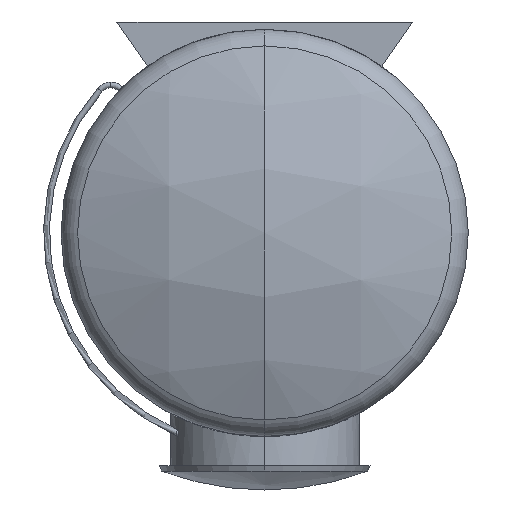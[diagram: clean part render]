
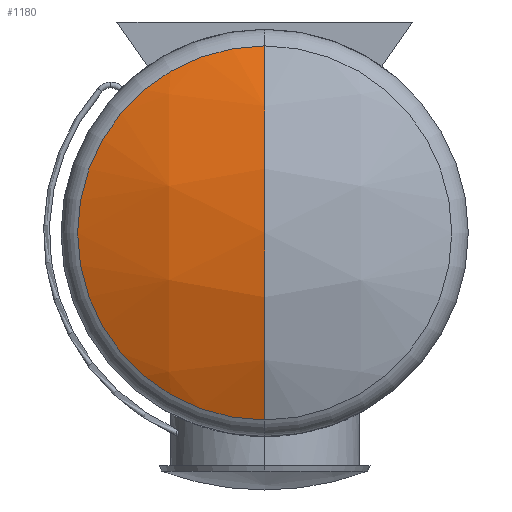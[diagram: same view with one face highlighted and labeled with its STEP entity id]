
A CAD part, left-side view. The second image highlights one B-rep face of the part: STEP entity #1180.
In plain terms, the highlighted spherical face has radius 3000 mm.
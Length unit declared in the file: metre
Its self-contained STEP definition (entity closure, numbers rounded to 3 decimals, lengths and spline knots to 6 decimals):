
#41 = VERTEX_POINT ( 'NONE', #1637 ) ;
#62 = EDGE_CURVE ( 'NONE', #1080, #41, #1110, .T. ) ;
#76 = ORIENTED_EDGE ( 'NONE', *, *, #564, .F. ) ;
#111 = EDGE_CURVE ( 'NONE', #41, #1877, #1018, .T. ) ;
#173 = CARTESIAN_POINT ( 'NONE',  ( -14.460524, 0., -1.324286 ) ) ;
#257 = DIRECTION ( 'NONE',  ( 0., -1., 0. ) ) ;
#258 = CARTESIAN_POINT ( 'NONE',  ( -11.75, 0., -2.61 ) ) ;
#318 = EDGE_LOOP ( 'NONE', ( #76, #852, #546 ) ) ;
#422 = DIRECTION ( 'NONE',  ( 0., 0., 1. ) ) ;
#431 = CIRCLE ( 'NONE', #1768, 3. ) ;
#447 = CARTESIAN_POINT ( 'NONE',  ( -11.75, 0., -2.61 ) ) ;
#546 = ORIENTED_EDGE ( 'NONE', *, *, #111, .T. ) ;
#564 = EDGE_CURVE ( 'NONE', #1080, #1877, #431, .T. ) ;
#572 = FACE_OUTER_BOUND ( 'NONE', #318, .T. ) ;
#584 = DIRECTION ( 'NONE',  ( 0., 0., -1. ) ) ;
#790 = CARTESIAN_POINT ( 'NONE',  ( -14.75, 0., -2.61 ) ) ;
#803 = AXIS2_PLACEMENT_3D ( 'NONE', #1817, #257, #1656 ) ;
#852 = ORIENTED_EDGE ( 'NONE', *, *, #62, .T. ) ;
#873 = DIRECTION ( 'NONE',  ( 0., 1., 0. ) ) ;
#1018 = CIRCLE ( 'NONE', #1469, 3. ) ;
#1029 = SPHERICAL_SURFACE ( 'NONE', #803, 3. ) ;
#1080 = VERTEX_POINT ( 'NONE', #173 ) ;
#1110 = CIRCLE ( 'NONE', #1990, 1.285714 ) ;
#1180 = ADVANCED_FACE ( 'NONE', ( #572 ), #1029, .T. ) ;
#1220 = DIRECTION ( 'NONE',  ( 0., -1., 0. ) ) ;
#1469 = AXIS2_PLACEMENT_3D ( 'NONE', #258, #873, #422 ) ;
#1501 = CARTESIAN_POINT ( 'NONE',  ( -14.460524, 0., -2.61 ) ) ;
#1637 = CARTESIAN_POINT ( 'NONE',  ( -14.460524, 0., -3.895714 ) ) ;
#1656 = DIRECTION ( 'NONE',  ( 0., 0., -1. ) ) ;
#1768 = AXIS2_PLACEMENT_3D ( 'NONE', #447, #1220, #584 ) ;
#1817 = CARTESIAN_POINT ( 'NONE',  ( -11.75, 0., -2.61 ) ) ;
#1819 = DIRECTION ( 'NONE',  ( 0., 0., -1. ) ) ;
#1828 = DIRECTION ( 'NONE',  ( -1., 0., 0. ) ) ;
#1877 = VERTEX_POINT ( 'NONE', #790 ) ;
#1990 = AXIS2_PLACEMENT_3D ( 'NONE', #1501, #1828, #1819 ) ;
